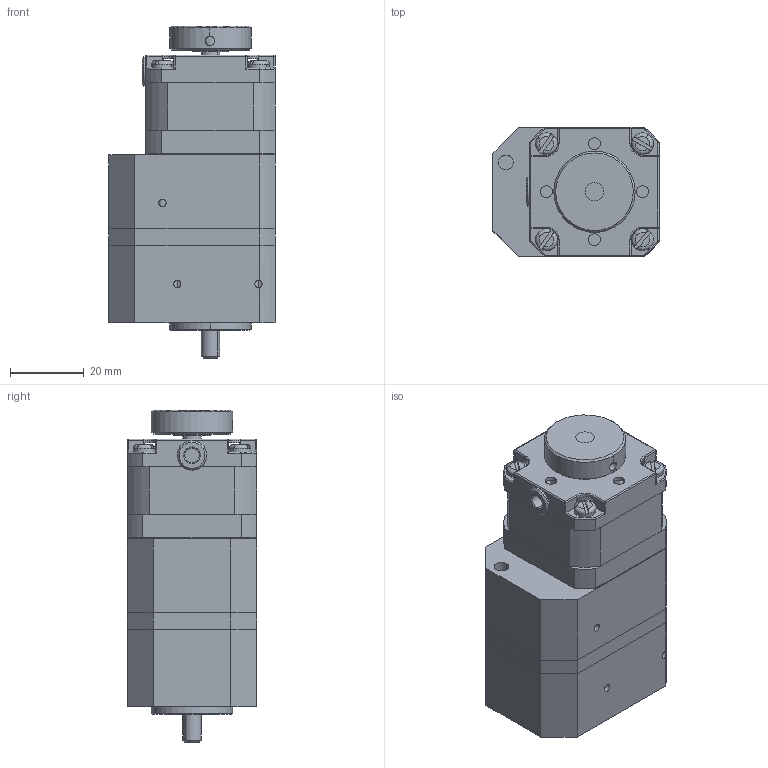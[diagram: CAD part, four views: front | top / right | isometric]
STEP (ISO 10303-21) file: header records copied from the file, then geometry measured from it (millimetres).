
FILE_DESCRIPTION (( 'STEP AP214' ), '1' );
FILE_NAME ('Gearbox SG35-005.STEP', '2022-11-08T14:54:54', ( '' ), ( '' ), 'SwSTEP 2.0', 'SolidWorks 2022', '' );
FILE_SCHEMA (( 'AUTOMOTIVE_DESIGN' ));
Length unit declared in the file: millimetre
Products named in the file (1): Gearbox SG35-005
Bounding box: 45 x 35 x 89.9 mm (x, y, z)
Volume: 98549.1 mm3; surface area: 19154.7 mm2
Topology: 1 solids, 2 shells, 371 faces, 930 edges, 558 vertices
Faces by surface type: cylinder 181, plane 132, torus 38, cone 12, sphere 8
Entity records: 15695 total; most frequent: CARTESIAN_POINT 2606, DIRECTION 1960, ORIENTED_EDGE 1844, EDGE_CURVE 922, AXIS2_PLACEMENT_3D 756, VERTEX_POINT 558, LINE 448, VECTOR 448
